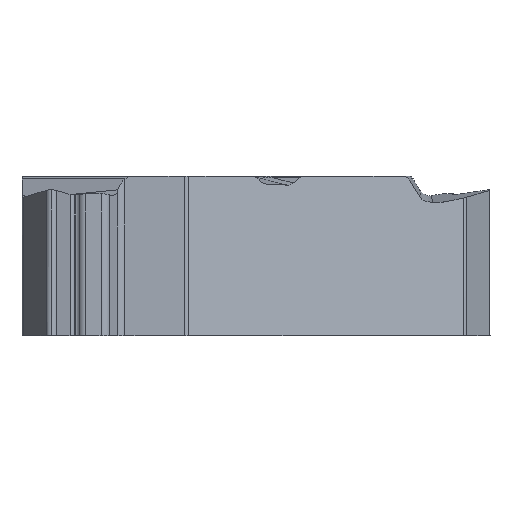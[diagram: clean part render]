
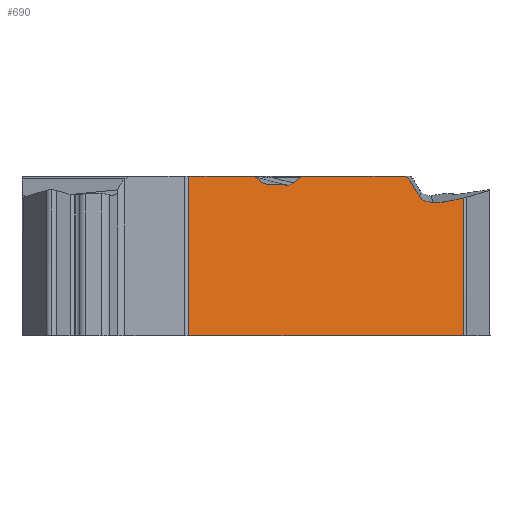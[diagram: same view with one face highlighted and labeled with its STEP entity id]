
A CAD part, front view. The second image highlights one B-rep face of the part: STEP entity #690.
In plain terms, the highlighted planar face has unit normal (0.5, -0.866, 0).
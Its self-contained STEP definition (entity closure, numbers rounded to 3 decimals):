
#92=FACE_OUTER_BOUND('',#879,.T.);
#180=PLANE('',#2317);
#219=LINE('',#3629,#402);
#223=LINE('',#3643,#406);
#299=LINE('',#3956,#482);
#300=LINE('',#3958,#483);
#301=LINE('',#3960,#484);
#302=LINE('',#3962,#485);
#303=LINE('',#3966,#486);
#304=LINE('',#3970,#487);
#305=LINE('',#3975,#488);
#306=LINE('',#3979,#489);
#307=LINE('',#3983,#490);
#402=VECTOR('',#2472,1.);
#406=VECTOR('',#2482,1.);
#482=VECTOR('',#2746,1.);
#483=VECTOR('',#2749,1.);
#484=VECTOR('',#2750,1.);
#485=VECTOR('',#2751,1.);
#486=VECTOR('',#2754,1.);
#487=VECTOR('',#2757,1.);
#488=VECTOR('',#2762,1.);
#489=VECTOR('',#2765,1.);
#490=VECTOR('',#2768,1.);
#613=ELLIPSE('',#2310,0.358,0.32);
#614=ELLIPSE('',#2311,0.389,0.32);
#615=ELLIPSE('',#2312,0.177,0.15);
#616=ELLIPSE('',#2313,0.167,0.15);
#617=ELLIPSE('',#2314,0.314,0.3);
#618=ELLIPSE('',#2315,0.314,0.3);
#619=ELLIPSE('',#2316,0.15,0.15);
#690=ADVANCED_FACE('',(#92),#180,.F.);
#879=EDGE_LOOP('',(#1207,#1208,#1209,#1210,#1211,#1212,#1213,#1214,#1215,
#1216,#1217,#1218,#1219,#1220,#1221,#1222,#1223,#1224));
#1207=ORIENTED_EDGE('',*,*,#1949,.T.);
#1208=ORIENTED_EDGE('',*,*,#1950,.T.);
#1209=ORIENTED_EDGE('',*,*,#1951,.T.);
#1210=ORIENTED_EDGE('',*,*,#1952,.T.);
#1211=ORIENTED_EDGE('',*,*,#1953,.T.);
#1212=ORIENTED_EDGE('',*,*,#1954,.F.);
#1213=ORIENTED_EDGE('',*,*,#1955,.T.);
#1214=ORIENTED_EDGE('',*,*,#1956,.T.);
#1215=ORIENTED_EDGE('',*,*,#1957,.F.);
#1216=ORIENTED_EDGE('',*,*,#1817,.F.);
#1217=ORIENTED_EDGE('',*,*,#1958,.F.);
#1218=ORIENTED_EDGE('',*,*,#1959,.T.);
#1219=ORIENTED_EDGE('',*,*,#1960,.T.);
#1220=ORIENTED_EDGE('',*,*,#1961,.T.);
#1221=ORIENTED_EDGE('',*,*,#1962,.T.);
#1222=ORIENTED_EDGE('',*,*,#1963,.T.);
#1223=ORIENTED_EDGE('',*,*,#1964,.F.);
#1224=ORIENTED_EDGE('',*,*,#1810,.F.);
#1604=VERTEX_POINT('',#3628);
#1605=VERTEX_POINT('',#3630);
#1611=VERTEX_POINT('',#3642);
#1612=VERTEX_POINT('',#3644);
#1699=VERTEX_POINT('',#3955);
#1700=VERTEX_POINT('',#3959);
#1701=VERTEX_POINT('',#3961);
#1702=VERTEX_POINT('',#3963);
#1703=VERTEX_POINT('',#3965);
#1704=VERTEX_POINT('',#3967);
#1705=VERTEX_POINT('',#3969);
#1706=VERTEX_POINT('',#3971);
#1707=VERTEX_POINT('',#3974);
#1708=VERTEX_POINT('',#3976);
#1709=VERTEX_POINT('',#3978);
#1710=VERTEX_POINT('',#3980);
#1711=VERTEX_POINT('',#3982);
#1712=VERTEX_POINT('',#3984);
#1810=EDGE_CURVE('',#1604,#1605,#219,.T.);
#1817=EDGE_CURVE('',#1611,#1612,#223,.T.);
#1949=EDGE_CURVE('',#1604,#1699,#299,.T.);
#1950=EDGE_CURVE('',#1699,#1700,#300,.T.);
#1951=EDGE_CURVE('',#1700,#1701,#301,.T.);
#1952=EDGE_CURVE('',#1701,#1702,#302,.T.);
#1953=EDGE_CURVE('',#1702,#1703,#613,.T.);
#1954=EDGE_CURVE('',#1704,#1703,#303,.T.);
#1955=EDGE_CURVE('',#1704,#1705,#614,.T.);
#1956=EDGE_CURVE('',#1705,#1706,#304,.T.);
#1957=EDGE_CURVE('',#1612,#1706,#615,.T.);
#1958=EDGE_CURVE('',#1707,#1611,#616,.T.);
#1959=EDGE_CURVE('',#1707,#1708,#305,.T.);
#1960=EDGE_CURVE('',#1708,#1709,#617,.T.);
#1961=EDGE_CURVE('',#1709,#1710,#306,.T.);
#1962=EDGE_CURVE('',#1710,#1711,#618,.T.);
#1963=EDGE_CURVE('',#1711,#1712,#307,.T.);
#1964=EDGE_CURVE('',#1605,#1712,#619,.T.);
#2310=AXIS2_PLACEMENT_3D('',#3964,#2752,#2753);
#2311=AXIS2_PLACEMENT_3D('',#3968,#2755,#2756);
#2312=AXIS2_PLACEMENT_3D('',#3972,#2758,#2759);
#2313=AXIS2_PLACEMENT_3D('',#3973,#2760,#2761);
#2314=AXIS2_PLACEMENT_3D('',#3977,#2763,#2764);
#2315=AXIS2_PLACEMENT_3D('',#3981,#2766,#2767);
#2316=AXIS2_PLACEMENT_3D('',#3985,#2769,#2770);
#2317=AXIS2_PLACEMENT_3D('',#3986,#2771,#2772);
#2472=DIRECTION('',(0.866,0.5,0.));
#2482=DIRECTION('',(0.866,0.5,0.));
#2746=DIRECTION('',(0.,0.,-1.));
#2749=DIRECTION('',(0.866,0.5,0.));
#2750=DIRECTION('',(0.,0.,1.));
#2751=DIRECTION('',(-0.853,-0.492,-0.174));
#2752=DIRECTION('',(-0.5,0.866,0.));
#2753=DIRECTION('',(-0.853,-0.492,-0.174));
#2754=DIRECTION('',(0.866,0.5,0.));
#2755=DIRECTION('',(-0.5,0.866,0.));
#2756=DIRECTION('',(-0.859,-0.496,0.126));
#2757=DIRECTION('',(-0.497,-0.287,0.819));
#2758=DIRECTION('',(-0.5,0.866,0.));
#2759=DIRECTION('',(-0.866,-0.5,0.));
#2760=DIRECTION('',(-0.5,0.866,0.));
#2761=DIRECTION('',(-0.866,-0.5,0.));
#2762=DIRECTION('',(-0.687,-0.397,-0.608));
#2763=DIRECTION('',(-0.5,0.866,0.));
#2764=DIRECTION('',(-0.7,-0.404,0.589));
#2765=DIRECTION('',(-0.865,-0.499,0.049));
#2766=DIRECTION('',(-0.5,0.866,0.));
#2767=DIRECTION('',(-0.7,-0.404,0.589));
#2768=DIRECTION('',(-0.656,-0.378,0.653));
#2769=DIRECTION('',(-0.5,0.866,0.));
#2770=DIRECTION('',(0.866,0.5,0.));
#2771=DIRECTION('',(-0.5,0.866,0.));
#2772=DIRECTION('',(-0.866,-0.5,0.));
#3628=CARTESIAN_POINT('',(-0.221,-5.627,0.37));
#3629=CARTESIAN_POINT('',(8.733,-0.457,0.37));
#3630=CARTESIAN_POINT('',(1.543,-4.608,0.37));
#3642=CARTESIAN_POINT('',(2.884,-3.834,0.37));
#3643=CARTESIAN_POINT('',(-3.971,-7.792,0.37));
#3644=CARTESIAN_POINT('',(5.64,-2.243,0.37));
#3955=CARTESIAN_POINT('',(-0.221,-5.627,-3.97));
#3956=CARTESIAN_POINT('',(-0.221,-5.627,0.));
#3958=CARTESIAN_POINT('',(8.733,-0.457,-3.97));
#3959=CARTESIAN_POINT('',(7.255,-1.31,-3.97));
#3960=CARTESIAN_POINT('',(7.255,-1.31,0.));
#3961=CARTESIAN_POINT('',(7.255,-1.31,-0.224));
#3962=CARTESIAN_POINT('',(-3.599,-7.577,-2.434));
#3963=CARTESIAN_POINT('',(6.766,-1.593,-0.324));
#3964=CARTESIAN_POINT('',(6.718,-1.621,-0.009));
#3965=CARTESIAN_POINT('',(6.706,-1.628,-0.33));
#3966=CARTESIAN_POINT('',(-3.971,-7.792,-0.33));
#3967=CARTESIAN_POINT('',(6.353,-1.831,-0.33));
#3968=CARTESIAN_POINT('',(6.337,-1.841,-0.009));
#3969=CARTESIAN_POINT('',(6.048,-2.007,-0.159));
#3970=CARTESIAN_POINT('',(2.687,-3.948,5.383));
#3971=CARTESIAN_POINT('',(5.771,-2.167,0.297));
#3972=CARTESIAN_POINT('',(5.64,-2.243,0.22));
#3973=CARTESIAN_POINT('',(2.884,-3.834,0.22));
#3974=CARTESIAN_POINT('',(2.79,-3.888,0.334));
#3975=CARTESIAN_POINT('',(-1.61,-6.429,-3.559));
#3976=CARTESIAN_POINT('',(2.626,-3.983,0.189));
#3977=CARTESIAN_POINT('',(2.457,-4.081,0.433));
#3978=CARTESIAN_POINT('',(2.455,-4.082,0.128));
#3979=CARTESIAN_POINT('',(8.724,-0.462,-0.223));
#3980=CARTESIAN_POINT('',(1.893,-4.407,0.16));
#3981=CARTESIAN_POINT('',(1.894,-4.406,0.465));
#3982=CARTESIAN_POINT('',(1.723,-4.505,0.239));
#3983=CARTESIAN_POINT('',(5.842,-2.126,-3.867));
#3984=CARTESIAN_POINT('',(1.628,-4.559,0.334));
#3985=CARTESIAN_POINT('',(1.543,-4.608,0.22));
#3986=CARTESIAN_POINT('',(8.733,-0.457,0.));
